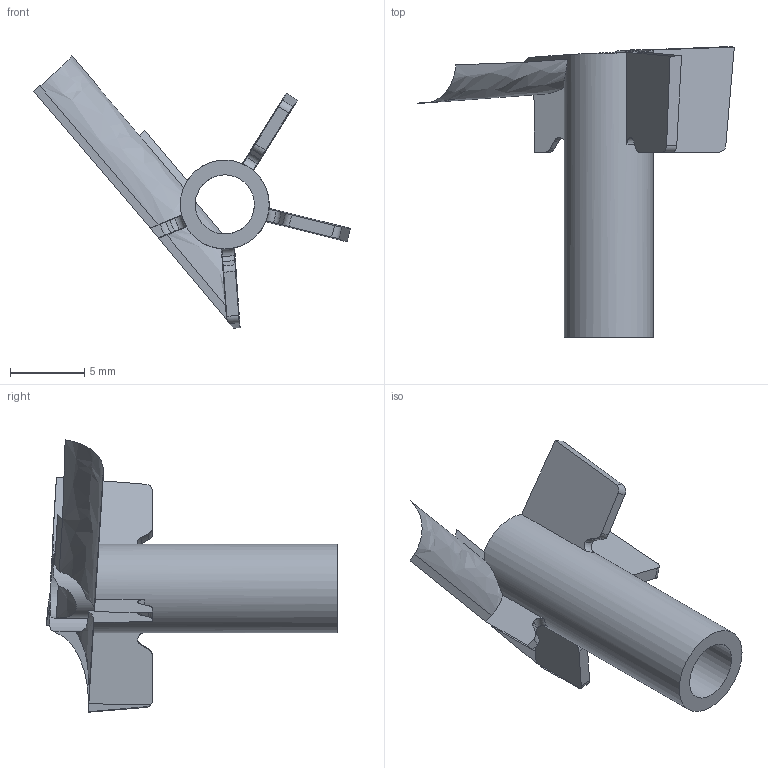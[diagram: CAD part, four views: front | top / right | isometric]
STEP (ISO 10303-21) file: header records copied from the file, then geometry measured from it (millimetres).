
FILE_DESCRIPTION(('Open CASCADE Model'),'2;1');
FILE_NAME('Open CASCADE Shape Model','2025-10-21T21:37:34',('Author'),( 'Open CASCADE'),'Open CASCADE STEP processor 7.7','Open CASCADE 7.7' ,'Unknown');
FILE_SCHEMA(('AUTOMOTIVE_DESIGN { 1 0 10303 214 1 1 1 1 }'));
Length unit declared in the file: millimetre
Products named in the file (44): Open CASCADE STEP translator 7.7 34; Open CASCADE STEP translator 7.7 34.1; Open CASCADE STEP translator 7.7 34.2; Open CASCADE STEP translator 7.7 34.3; Open CASCADE STEP translator 7.7 34.4; Open CASCADE STEP translator 7.7 34.5; Open CASCADE STEP translator 7.7 34.6; Open CASCADE STEP translator 7.7 34.7; Open CASCADE STEP translator 7.7 34.8; Open CASCADE STEP translator 7.7 34.9; Open CASCADE STEP translator 7.7 34.10; Open CASCADE STEP translator 7.7 34.11; Open CASCADE STEP translator 7.7 34.12; Open CASCADE STEP translator 7.7 34.13; Open CASCADE STEP translator 7.7 34.14; Open CASCADE STEP translator 7.7 34.15; Open CASCADE STEP translator 7.7 34.16; Open CASCADE STEP translator 7.7 34.17; Open CASCADE STEP translator 7.7 34.18; Open CASCADE STEP translator 7.7 34.19; Open CASCADE STEP translator 7.7 34.20; Open CASCADE STEP translator 7.7 34.21; Open CASCADE STEP translator 7.7 34.22; Open CASCADE STEP translator 7.7 34.23; Open CASCADE STEP translator 7.7 34.24; Open CASCADE STEP translator 7.7 34.25; Open CASCADE STEP translator 7.7 34.26; Open CASCADE STEP translator 7.7 34.27; Open CASCADE STEP translator 7.7 34.28; Open CASCADE STEP translator 7.7 34.29; Open CASCADE STEP translator 7.7 34.30; Open CASCADE STEP translator 7.7 34.31; Open CASCADE STEP translator 7.7 34.32; Open CASCADE STEP translator 7.7 34.33; Open CASCADE STEP translator 7.7 34.34; Open CASCADE STEP translator 7.7 34.35; Open CASCADE STEP translator 7.7 34.36; Open CASCADE STEP translator 7.7 34.37; Open CASCADE STEP translator 7.7 34.38; Open CASCADE STEP translator 7.7 34.39 ...
Assembly tree (43 placements, depth 2):
  Open CASCADE STEP translator 7.7 34
    Open CASCADE STEP translator 7.7 34.1
    Open CASCADE STEP translator 7.7 34.2
    Open CASCADE STEP translator 7.7 34.3
    Open CASCADE STEP translator 7.7 34.4
    Open CASCADE STEP translator 7.7 34.5
    Open CASCADE STEP translator 7.7 34.6
    Open CASCADE STEP translator 7.7 34.7
    Open CASCADE STEP translator 7.7 34.8
    Open CASCADE STEP translator 7.7 34.9
    Open CASCADE STEP translator 7.7 34.10
    Open CASCADE STEP translator 7.7 34.11
    Open CASCADE STEP translator 7.7 34.12
    Open CASCADE STEP translator 7.7 34.13
    Open CASCADE STEP translator 7.7 34.14
    Open CASCADE STEP translator 7.7 34.15
    Open CASCADE STEP translator 7.7 34.16
    Open CASCADE STEP translator 7.7 34.17
    Open CASCADE STEP translator 7.7 34.18
    Open CASCADE STEP translator 7.7 34.19
    Open CASCADE STEP translator 7.7 34.20
    Open CASCADE STEP translator 7.7 34.21
    Open CASCADE STEP translator 7.7 34.22
    Open CASCADE STEP translator 7.7 34.23
    Open CASCADE STEP translator 7.7 34.24
    Open CASCADE STEP translator 7.7 34.25
    Open CASCADE STEP translator 7.7 34.26
    Open CASCADE STEP translator 7.7 34.27
    Open CASCADE STEP translator 7.7 34.28
    Open CASCADE STEP translator 7.7 34.29
    Open CASCADE STEP translator 7.7 34.30
    Open CASCADE STEP translator 7.7 34.31
    Open CASCADE STEP translator 7.7 34.32
    Open CASCADE STEP translator 7.7 34.33
    Open CASCADE STEP translator 7.7 34.34
    Open CASCADE STEP translator 7.7 34.35
    Open CASCADE STEP translator 7.7 34.36
    Open CASCADE STEP translator 7.7 34.37
    Open CASCADE STEP translator 7.7 34.38
    Open CASCADE STEP translator 7.7 34.39
    Open CASCADE STEP translator 7.7 34.40
    Open CASCADE STEP translator 7.7 34.41
    Open CASCADE STEP translator 7.7 34.42
    Open CASCADE STEP translator 7.7 34.43
Bounding box: 21.39 x 19.64 x 18.4 mm (x, y, z)
Surface area: 893.5 mm2 (no closed solid volume)
Topology: 0 solids, 43 shells, 43 faces, 245 edges, 243 vertices
Faces by surface type: plane 16, torus 12, bspline 6, cylinder 5, cone 4
Full cylindrical faces by diameter (mm): 4 x1, 6 x1
Entity records: 6344 total; most frequent: CARTESIAN_POINT 2773, DIRECTION 450, B_SPLINE_CURVE_WITH_KNOTS 273, ORIENTED_EDGE 247, PCURVE 247, DEFINITIONAL_REPRESENTATION 247, EDGE_CURVE 245, VERTEX_POINT 243
